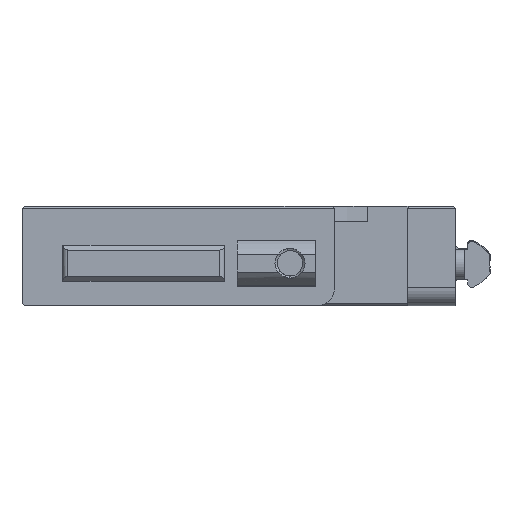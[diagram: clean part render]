
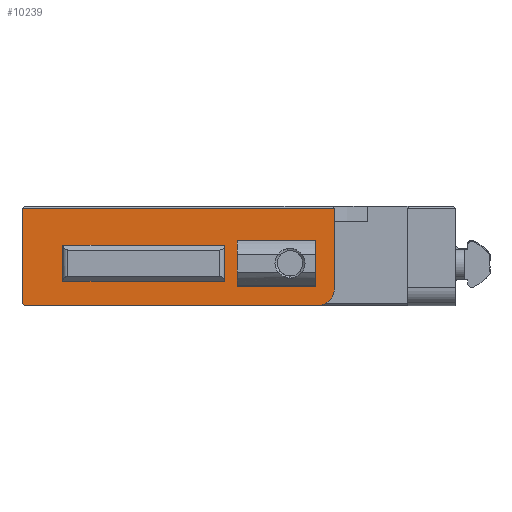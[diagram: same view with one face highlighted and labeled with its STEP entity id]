
A CAD part, front view. The second image highlights one B-rep face of the part: STEP entity #10239.
In plain terms, the highlighted planar face has unit normal (0, -1, 0).
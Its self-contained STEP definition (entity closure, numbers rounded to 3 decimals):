
#57=FACE_BOUND('',#1488,.T.);
#58=FACE_BOUND('',#1489,.T.);
#420=PLANE('',#11060);
#940=FACE_OUTER_BOUND('',#1487,.T.);
#1487=EDGE_LOOP('',(#8760,#8761,#8762,#8763,#8764,#8765));
#1488=EDGE_LOOP('',(#8766));
#1489=EDGE_LOOP('',(#8767,#8768,#8769,#8770));
#1965=CIRCLE('',#10999,2.625);
#1967=CIRCLE('',#11031,3.);
#2597=LINE('',#16539,#3761);
#2601=LINE('',#16547,#3765);
#2656=LINE('',#16677,#3820);
#2657=LINE('',#16680,#3821);
#2658=LINE('',#16684,#3822);
#2659=LINE('',#16687,#3823);
#2785=LINE('',#16957,#3949);
#2804=LINE('',#16998,#3968);
#2805=LINE('',#17000,#3969);
#3761=VECTOR('',#12885,10.);
#3765=VECTOR('',#12891,10.);
#3820=VECTOR('',#13000,10.);
#3821=VECTOR('',#13003,10.);
#3822=VECTOR('',#13008,10.);
#3823=VECTOR('',#13013,10.);
#3949=VECTOR('',#13241,10.);
#3968=VECTOR('',#13282,10.);
#3969=VECTOR('',#13285,10.);
#4923=VERTEX_POINT('',#16536);
#4924=VERTEX_POINT('',#16538);
#4927=VERTEX_POINT('',#16546);
#4974=VERTEX_POINT('',#16673);
#4975=VERTEX_POINT('',#16675);
#4976=VERTEX_POINT('',#16679);
#4977=VERTEX_POINT('',#16683);
#4978=VERTEX_POINT('',#16689);
#5040=VERTEX_POINT('',#16867);
#5070=VERTEX_POINT('',#16956);
#5081=VERTEX_POINT('',#16996);
#6154=EDGE_CURVE('',#4923,#4924,#2597,.T.);
#6158=EDGE_CURVE('',#4924,#4927,#2601,.T.);
#6221=EDGE_CURVE('',#4974,#4975,#2656,.T.);
#6222=EDGE_CURVE('',#4976,#4974,#2657,.T.);
#6224=EDGE_CURVE('',#4977,#4976,#2658,.T.);
#6226=EDGE_CURVE('',#4975,#4977,#2659,.T.);
#6227=EDGE_CURVE('',#4978,#4978,#1965,.T.);
#6313=EDGE_CURVE('',#5040,#4923,#1967,.T.);
#6358=EDGE_CURVE('',#4927,#5070,#2785,.T.);
#6379=EDGE_CURVE('',#5040,#5081,#2804,.T.);
#6380=EDGE_CURVE('',#5070,#5081,#2805,.T.);
#8760=ORIENTED_EDGE('',*,*,#6158,.F.);
#8761=ORIENTED_EDGE('',*,*,#6154,.F.);
#8762=ORIENTED_EDGE('',*,*,#6313,.F.);
#8763=ORIENTED_EDGE('',*,*,#6379,.T.);
#8764=ORIENTED_EDGE('',*,*,#6380,.F.);
#8765=ORIENTED_EDGE('',*,*,#6358,.F.);
#8766=ORIENTED_EDGE('',*,*,#6227,.F.);
#8767=ORIENTED_EDGE('',*,*,#6226,.T.);
#8768=ORIENTED_EDGE('',*,*,#6224,.T.);
#8769=ORIENTED_EDGE('',*,*,#6222,.T.);
#8770=ORIENTED_EDGE('',*,*,#6221,.T.);
#10239=ADVANCED_FACE('',(#940,#57,#58),#420,.F.);
#10999=AXIS2_PLACEMENT_3D('',#16690,#13016,#13017);
#11031=AXIS2_PLACEMENT_3D('',#16868,#13164,#13165);
#11060=AXIS2_PLACEMENT_3D('',#16999,#13283,#13284);
#12885=DIRECTION('',(-1.,0.,0.));
#12891=DIRECTION('',(-0.707,0.,0.707));
#13000=DIRECTION('',(-1.,0.,0.));
#13003=DIRECTION('',(0.,0.,-1.));
#13008=DIRECTION('',(1.,0.,0.));
#13013=DIRECTION('',(0.,0.,1.));
#13016=DIRECTION('center_axis',(0.,-1.,0.));
#13017=DIRECTION('ref_axis',(-1.,0.,0.));
#13164=DIRECTION('center_axis',(0.,1.,0.));
#13165=DIRECTION('ref_axis',(0.707,0.,-0.707));
#13241=DIRECTION('',(0.,0.,1.));
#13282=DIRECTION('',(0.,0.,1.));
#13283=DIRECTION('center_axis',(0.,1.,0.));
#13284=DIRECTION('ref_axis',(-1.,0.,0.));
#13285=DIRECTION('',(1.,0.,0.));
#16536=CARTESIAN_POINT('',(226.77,-317.685,-17.515));
#16538=CARTESIAN_POINT('',(178.185,-317.685,-17.515));
#16539=CARTESIAN_POINT('',(251.172,-317.685,-17.515));
#16546=CARTESIAN_POINT('',(177.785,-317.685,-17.115));
#16547=CARTESIAN_POINT('',(199.071,-317.685,-38.401));
#16673=CARTESIAN_POINT('',(211.485,-317.685,-13.415));
#16675=CARTESIAN_POINT('',(184.585,-317.685,-13.415));
#16677=CARTESIAN_POINT('',(274.535,-317.685,-13.415));
#16679=CARTESIAN_POINT('',(211.485,-317.685,-7.415));
#16680=CARTESIAN_POINT('',(211.485,-317.685,-11.391));
#16683=CARTESIAN_POINT('',(184.585,-317.685,-7.415));
#16684=CARTESIAN_POINT('',(254.535,-317.685,-7.415));
#16687=CARTESIAN_POINT('',(184.585,-317.685,-11.965));
#16689=CARTESIAN_POINT('',(219.745,-317.685,-10.415));
#16690=CARTESIAN_POINT('Origin',(222.37,-317.685,-10.415));
#16867=CARTESIAN_POINT('',(229.77,-317.685,-14.515));
#16868=CARTESIAN_POINT('Origin',(226.77,-317.685,-14.515));
#16956=CARTESIAN_POINT('',(177.785,-317.685,-1.31));
#16957=CARTESIAN_POINT('',(177.785,-317.685,-10.936));
#16996=CARTESIAN_POINT('',(229.77,-317.685,-1.31));
#16998=CARTESIAN_POINT('',(229.77,-317.685,-4.415));
#16999=CARTESIAN_POINT('Origin',(266.535,-317.685,-13.11));
#17000=CARTESIAN_POINT('',(240.81,-317.685,-1.31));
